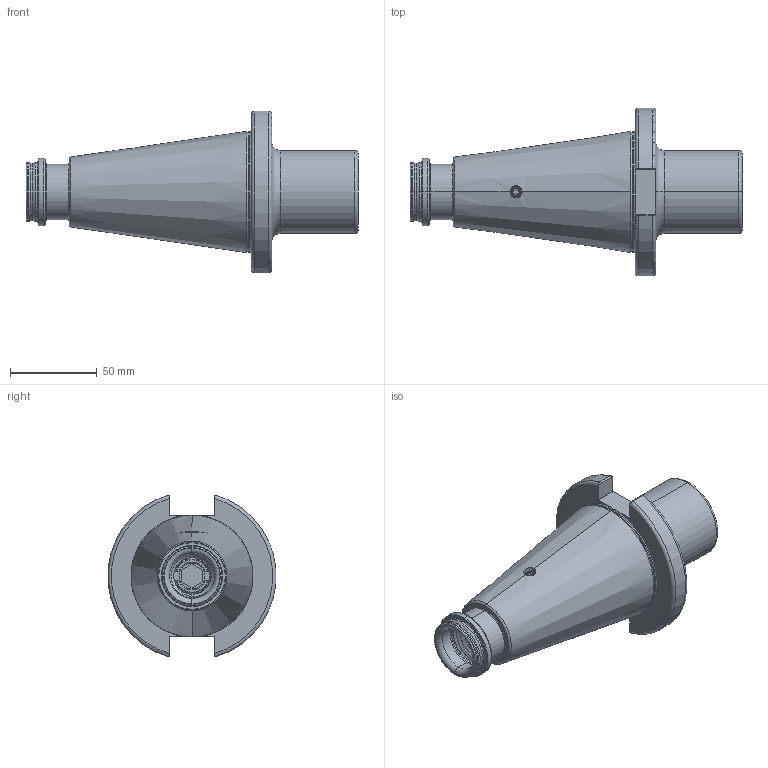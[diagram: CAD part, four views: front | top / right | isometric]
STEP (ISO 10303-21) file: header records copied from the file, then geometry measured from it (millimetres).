
FILE_DESCRIPTION (( 'STEP AP203' ), '1' );
FILE_NAME ('501.08.04.STEP', '2016-11-26T05:12:08', ( '' ), ( '' ), 'SwSTEP 2.0', 'SolidWorks 2012', '' );
FILE_SCHEMA (( 'CONFIG_CONTROL_DESIGN' ));
Length unit declared in the file: millimetre
Products named in the file (5): 2-01130024_M16xP2-35L; 2-02.000.0060100C2_M6xP01-10L; 501.08.04; 2-41371008AF_M24xP3_9.5L
Assembly tree (4 placements, depth 2):
  501.08.04
    501.08.04
    2-41371008AF_M24xP3_9.5L
    2-01130024_M16xP2-35L
    2-02.000.0060100C2_M6xP01-10L
Bounding box: 191.8 x 96.94 x 93.38 mm (x, y, z)
Volume: 359042.7 mm3; surface area: 68272.1 mm2
Topology: 4 solids, 4 shells, 318 faces, 838 edges, 534 vertices
Faces by surface type: cylinder 150, plane 61, cone 43, torus 42, bspline 22
Entity records: 24421 total; most frequent: CARTESIAN_POINT 16947, ORIENTED_EDGE 1672, DIRECTION 1271, EDGE_CURVE 836, VERTEX_POINT 534, AXIS2_PLACEMENT_3D 502, EDGE_LOOP 332, FACE_OUTER_BOUND 318
